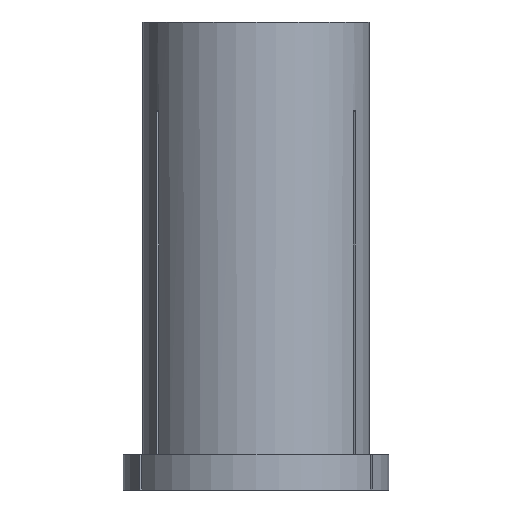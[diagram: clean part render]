
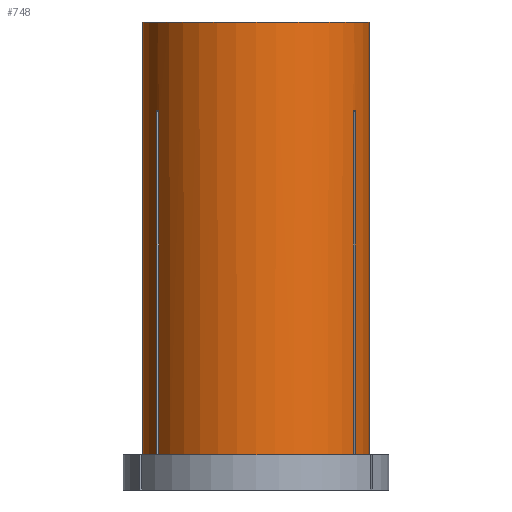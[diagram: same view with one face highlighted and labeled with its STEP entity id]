
A CAD part, front view. The second image highlights one B-rep face of the part: STEP entity #748.
In plain terms, the highlighted cylindrical face has radius 16 mm (diameter 32 mm), a partial arc.
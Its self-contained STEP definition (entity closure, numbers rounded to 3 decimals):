
#5 = EDGE_CURVE ( 'NONE', #375, #1523, #222, .T. ) ;
#14 = LINE ( 'NONE', #1274, #1294 ) ;
#19 = DIRECTION ( 'NONE',  ( 0., 0., 1. ) ) ;
#65 = EDGE_LOOP ( 'NONE', ( #858, #1411, #1304, #453, #195, #749, #454, #341, #245, #891, #1250, #143 ) ) ;
#68 = CARTESIAN_POINT ( 'NONE',  ( -16., 0., -61. ) ) ;
#93 = CARTESIAN_POINT ( 'NONE',  ( 13.807, -8.087, -12.499 ) ) ;
#97 = CIRCLE ( 'NONE', #1594, 16. ) ;
#103 = VERTEX_POINT ( 'NONE', #1338 ) ;
#143 = ORIENTED_EDGE ( 'NONE', *, *, #5, .F. ) ;
#144 = VERTEX_POINT ( 'NONE', #1585 ) ;
#157 = VERTEX_POINT ( 'NONE', #68 ) ;
#164 = EDGE_CURVE ( 'NONE', #144, #620, #700, .T. ) ;
#195 = ORIENTED_EDGE ( 'NONE', *, *, #306, .F. ) ;
#202 = CARTESIAN_POINT ( 'NONE',  ( 13.907, -7.914, -12.499 ) ) ;
#205 = B_SPLINE_CURVE_WITH_KNOTS ( 'NONE', 3,
 ( #879, #1324, #1320, #864 ),
 .UNSPECIFIED., .F., .F.,
 ( 4, 4 ),
 ( 0., 0.001 ),
 .UNSPECIFIED. ) ;
#212 = CARTESIAN_POINT ( 'NONE',  ( 13.704, -8.258, -12.502 ) ) ;
#217 = EDGE_CURVE ( 'NONE', #157, #375, #14, .T. ) ;
#222 = CIRCLE ( 'NONE', #1563, 16. ) ;
#234 = DIRECTION ( 'NONE',  ( 0., 0., 1. ) ) ;
#241 = LINE ( 'NONE', #703, #1187 ) ;
#245 = ORIENTED_EDGE ( 'NONE', *, *, #1350, .F. ) ;
#253 = DIRECTION ( 'NONE',  ( 0., 0., 1. ) ) ;
#258 = AXIS2_PLACEMENT_3D ( 'NONE', #1012, #958, #950 ) ;
#266 = DIRECTION ( 'NONE',  ( 1., 0., 0. ) ) ;
#270 = DIRECTION ( 'NONE',  ( 1., 0., 0. ) ) ;
#306 = EDGE_CURVE ( 'NONE', #144, #1434, #589, .T. ) ;
#319 = CARTESIAN_POINT ( 'NONE',  ( -16., 0., 0. ) ) ;
#335 = CYLINDRICAL_SURFACE ( 'NONE', #616, 16. ) ;
#341 = ORIENTED_EDGE ( 'NONE', *, *, #402, .T. ) ;
#369 = CARTESIAN_POINT ( 'NONE',  ( 0., 0., 0. ) ) ;
#375 = VERTEX_POINT ( 'NONE', #319 ) ;
#381 = FACE_OUTER_BOUND ( 'NONE', #65, .T. ) ;
#397 = LINE ( 'NONE', #536, #678 ) ;
#402 = EDGE_CURVE ( 'NONE', #103, #663, #1199, .T. ) ;
#407 = DIRECTION ( 'NONE',  ( 0., 0., 1. ) ) ;
#453 = ORIENTED_EDGE ( 'NONE', *, *, #1302, .T. ) ;
#454 = ORIENTED_EDGE ( 'NONE', *, *, #971, .T. ) ;
#523 = VERTEX_POINT ( 'NONE', #1413 ) ;
#536 = CARTESIAN_POINT ( 'NONE',  ( 13.704, -8.258, 0. ) ) ;
#544 = VECTOR ( 'NONE', #687, 1000. ) ;
#561 = VECTOR ( 'NONE', #736, 1000. ) ;
#589 = LINE ( 'NONE', #1560, #544 ) ;
#599 = CARTESIAN_POINT ( 'NONE',  ( -14.004, -7.739, -12.502 ) ) ;
#607 = CARTESIAN_POINT ( 'NONE',  ( 13.704, -8.258, -61. ) ) ;
#616 = AXIS2_PLACEMENT_3D ( 'NONE', #369, #1336, #853 ) ;
#620 = VERTEX_POINT ( 'NONE', #607 ) ;
#663 = VERTEX_POINT ( 'NONE', #1506 ) ;
#667 = VERTEX_POINT ( 'NONE', #1388 ) ;
#678 = VECTOR ( 'NONE', #407, 1000. ) ;
#687 = DIRECTION ( 'NONE',  ( 0., 0., 1. ) ) ;
#700 = CIRCLE ( 'NONE', #1032, 16. ) ;
#703 = CARTESIAN_POINT ( 'NONE',  ( 14.004, -7.739, 0. ) ) ;
#736 = DIRECTION ( 'NONE',  ( 0., 0., 1. ) ) ;
#741 = CARTESIAN_POINT ( 'NONE',  ( -14.004, -7.739, 0. ) ) ;
#745 = CARTESIAN_POINT ( 'NONE',  ( 14.004, -7.739, -61. ) ) ;
#748 = ADVANCED_FACE ( 'NONE', ( #381 ), #335, .T. ) ;
#749 = ORIENTED_EDGE ( 'NONE', *, *, #164, .T. ) ;
#826 = DIRECTION ( 'NONE',  ( 0., 0., 1. ) ) ;
#832 = VERTEX_POINT ( 'NONE', #745 ) ;
#853 = DIRECTION ( 'NONE',  ( 1., 0., 0. ) ) ;
#858 = ORIENTED_EDGE ( 'NONE', *, *, #217, .F. ) ;
#864 = CARTESIAN_POINT ( 'NONE',  ( -13.704, -8.258, -12.502 ) ) ;
#879 = CARTESIAN_POINT ( 'NONE',  ( -14.004, -7.739, -12.502 ) ) ;
#891 = ORIENTED_EDGE ( 'NONE', *, *, #1296, .T. ) ;
#929 = CARTESIAN_POINT ( 'NONE',  ( 0., 0., -61. ) ) ;
#949 = CARTESIAN_POINT ( 'NONE',  ( 14.004, -7.739, -12.502 ) ) ;
#950 = DIRECTION ( 'NONE',  ( 1., 0., 0. ) ) ;
#958 = DIRECTION ( 'NONE',  ( 0., 0., 1. ) ) ;
#971 = EDGE_CURVE ( 'NONE', #620, #103, #397, .T. ) ;
#981 = CIRCLE ( 'NONE', #258, 16. ) ;
#986 = DIRECTION ( 'NONE',  ( 1., 0., 0. ) ) ;
#1012 = CARTESIAN_POINT ( 'NONE',  ( 0., 0., -61. ) ) ;
#1032 = AXIS2_PLACEMENT_3D ( 'NONE', #1188, #19, #266 ) ;
#1087 = CARTESIAN_POINT ( 'NONE',  ( 16., 0., 0. ) ) ;
#1106 = DIRECTION ( 'NONE',  ( 0., 0., 1. ) ) ;
#1109 = CARTESIAN_POINT ( 'NONE',  ( 0., 0., 0. ) ) ;
#1122 = EDGE_CURVE ( 'NONE', #523, #1523, #1549, .T. ) ;
#1132 = DIRECTION ( 'NONE',  ( 0., 0., 1. ) ) ;
#1187 = VECTOR ( 'NONE', #826, 1000. ) ;
#1188 = CARTESIAN_POINT ( 'NONE',  ( 0., 0., -61. ) ) ;
#1199 = B_SPLINE_CURVE_WITH_KNOTS ( 'NONE', 3,
 ( #212, #93, #202, #949 ),
 .UNSPECIFIED., .F., .F.,
 ( 4, 4 ),
 ( 0., 0.001 ),
 .UNSPECIFIED. ) ;
#1207 = CARTESIAN_POINT ( 'NONE',  ( -13.704, -8.258, -12.502 ) ) ;
#1212 = EDGE_CURVE ( 'NONE', #157, #667, #97, .T. ) ;
#1217 = VECTOR ( 'NONE', #1106, 1000. ) ;
#1241 = LINE ( 'NONE', #741, #561 ) ;
#1250 = ORIENTED_EDGE ( 'NONE', *, *, #1122, .T. ) ;
#1274 = CARTESIAN_POINT ( 'NONE',  ( -16., 0., 0. ) ) ;
#1294 = VECTOR ( 'NONE', #1132, 1000. ) ;
#1296 = EDGE_CURVE ( 'NONE', #832, #523, #981, .T. ) ;
#1302 = EDGE_CURVE ( 'NONE', #1494, #1434, #205, .T. ) ;
#1304 = ORIENTED_EDGE ( 'NONE', *, *, #1341, .T. ) ;
#1320 = CARTESIAN_POINT ( 'NONE',  ( -13.807, -8.087, -12.499 ) ) ;
#1324 = CARTESIAN_POINT ( 'NONE',  ( -13.907, -7.914, -12.499 ) ) ;
#1336 = DIRECTION ( 'NONE',  ( 0., 0., 1. ) ) ;
#1338 = CARTESIAN_POINT ( 'NONE',  ( 13.704, -8.258, -12.502 ) ) ;
#1341 = EDGE_CURVE ( 'NONE', #667, #1494, #1241, .T. ) ;
#1350 = EDGE_CURVE ( 'NONE', #832, #663, #241, .T. ) ;
#1388 = CARTESIAN_POINT ( 'NONE',  ( -14.004, -7.739, -61. ) ) ;
#1411 = ORIENTED_EDGE ( 'NONE', *, *, #1212, .T. ) ;
#1413 = CARTESIAN_POINT ( 'NONE',  ( 16., 0., -61. ) ) ;
#1434 = VERTEX_POINT ( 'NONE', #1207 ) ;
#1494 = VERTEX_POINT ( 'NONE', #599 ) ;
#1506 = CARTESIAN_POINT ( 'NONE',  ( 14.004, -7.739, -12.502 ) ) ;
#1523 = VERTEX_POINT ( 'NONE', #1609 ) ;
#1549 = LINE ( 'NONE', #1087, #1217 ) ;
#1560 = CARTESIAN_POINT ( 'NONE',  ( -13.704, -8.258, 0. ) ) ;
#1563 = AXIS2_PLACEMENT_3D ( 'NONE', #1109, #234, #986 ) ;
#1585 = CARTESIAN_POINT ( 'NONE',  ( -13.704, -8.258, -61. ) ) ;
#1594 = AXIS2_PLACEMENT_3D ( 'NONE', #929, #253, #270 ) ;
#1609 = CARTESIAN_POINT ( 'NONE',  ( 16., 0., 0. ) ) ;
